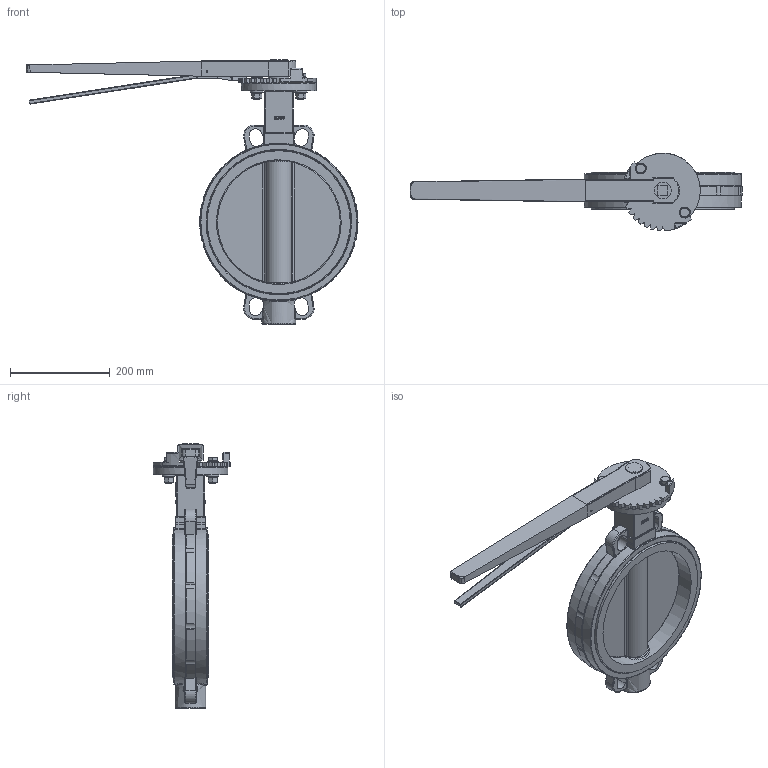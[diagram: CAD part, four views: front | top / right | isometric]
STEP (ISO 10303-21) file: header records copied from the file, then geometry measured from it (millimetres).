
FILE_DESCRIPTION(('HOOPS Exchange Step'),'2;1');
FILE_NAME('AK05_DN250.stp','2025-07-21T08:33:59+02:00',('nieru'),('Unknown organisation'),'HOOPS Exchange 2024.2','HOOPS Exchange','Unknown authorisation');
FILE_SCHEMA( ('AP203_CONFIGURATION_CONTROLLED_3D_DESIGN_OF_MECHANICAL_PARTS_AND_ASSEMBLIES_MIM_LF') );
Length unit declared in the file: millimetre
Products named in the file (2): 0; root
Assembly tree (1 placements, depth 2):
  root
    0
Bounding box: 666.61 x 155.9 x 531 mm (x, y, z)
Volume: 4371136.7 mm3; surface area: 535835.1 mm2
Topology: 1 solids, 2 shells, 991 faces, 2645 edges, 1671 vertices
Faces by surface type: plane 383, cylinder 313, bspline 166, torus 89, cone 20, sphere 20
Full cylindrical faces by diameter (mm): 3.5 x4, 12 x4, 13 x4, 13.3 x2, 18 x2, 22 x2, 25.4 x2, 32 x1, 34 x1, 42 x1, 150 x1, 250.5 x2, 287 x2, 290 x2
Entity records: 78177 total; most frequent: CARTESIAN_POINT 56068, ORIENTED_EDGE 5266, DIRECTION 3229, EDGE_CURVE 2633, VERTEX_POINT 1671, B_SPLINE_CURVE_WITH_KNOTS 1230, AXIS2_PLACEMENT_3D 1116, EDGE_LOOP 1044
